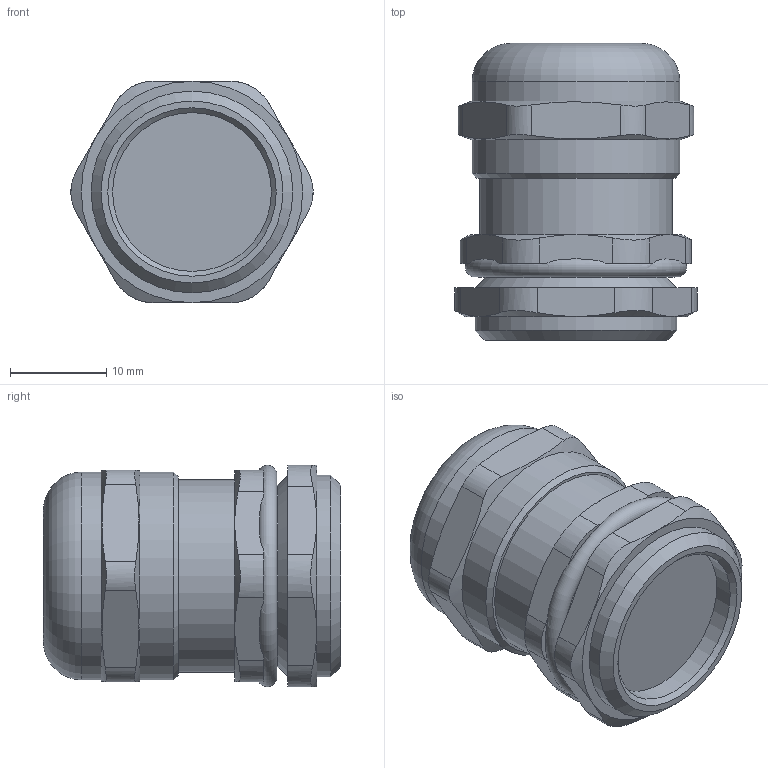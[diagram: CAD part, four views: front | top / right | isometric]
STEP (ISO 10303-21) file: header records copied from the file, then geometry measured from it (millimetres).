
FILE_DESCRIPTION(/* description */ ('ГОФРОМАТИК G 1(2 (6-12 мм)','CAx-IF Rec.Pracs.---Representation and Presentation of Product Manufacturing Information (PMI)---4.0---2014-10-13'),/* implementation_level */ '2;1');
FILE_NAME(/* name */ '',/* time_stamp */ '2025-01-21T14:02:00+07:00',/* author */ ('zeta-86'),/* organization */ (''),/* preprocessor_version */ 'ST-DEVELOPER v19.2',/* originating_system */ 'Autodesk Inventor 2024',/* authorisation */ '');
FILE_SCHEMA (('AP242_MANAGED_MODEL_BASED_3D_ENGINEERING_MIM_LF { 1 0 10303 442 1 1 4 }'));
Length unit declared in the file: millimetre
Products named in the file (1): ГОФРОМАТИК G 1(2 
(6-12 мм)
Bounding box: 25.17 x 30.86 x 23 mm (x, y, z)
Volume: 10658.3 mm3; surface area: 3817.8 mm2
Topology: 1 solids, 3 shells, 80 faces, 195 edges, 126 vertices
Faces by surface type: plane 35, cylinder 24, cone 18, torus 3
Full cylindrical faces by diameter (mm): 16.5 x1, 18.9 x1, 20 x1, 20.955 x1, 21.6 x2
Entity records: 2784 total; most frequent: CARTESIAN_POINT 794, ORIENTED_EDGE 388, DIRECTION 376, EDGE_CURVE 195, AXIS2_PLACEMENT_3D 155, VERTEX_POINT 126, EDGE_LOOP 87, STYLED_ITEM 81
